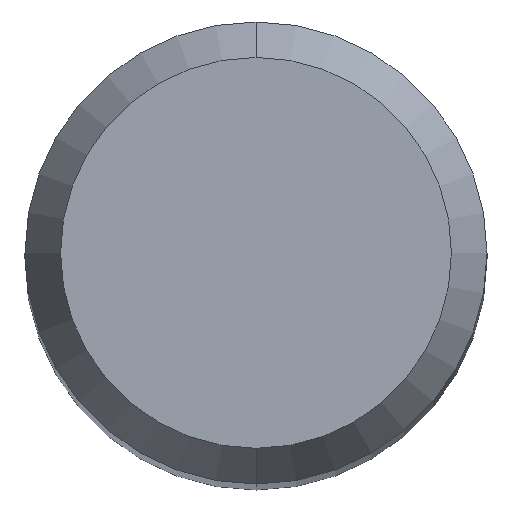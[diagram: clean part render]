
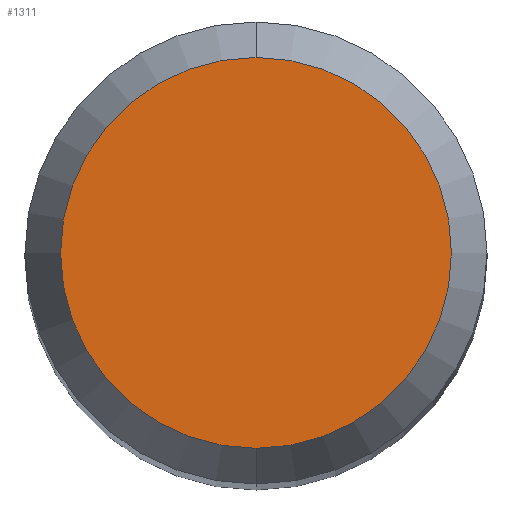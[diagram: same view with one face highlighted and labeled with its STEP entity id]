
A CAD part, top view. The second image highlights one B-rep face of the part: STEP entity #1311.
In plain terms, the highlighted planar face has unit normal (0, 0, 1).
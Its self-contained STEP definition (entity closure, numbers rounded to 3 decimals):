
#513=EDGE_CURVE('',#821,#1095,#1462,.T.);
#821=VERTEX_POINT('',#1794);
#1095=VERTEX_POINT('',#2092);
#1311=ADVANCED_FACE('',(#2329),#2330,.T.);
#1421=EDGE_CURVE('',#1095,#821,#2452,.T.);
#1462=CIRCLE('',#2766,2.538);
#1794=CARTESIAN_POINT('',(0.,-2.538,0.0));
#2092=CARTESIAN_POINT('',(0.0,2.538,0.0));
#2329=FACE_OUTER_BOUND('',#9409,.T.);
#2330=PLANE('',#9410);
#2452=CIRCLE('',#10441,2.538);
#2766=AXIS2_PLACEMENT_3D('',#10473,#10474,#10475);
#9409=EDGE_LOOP('',(#11379,#11380));
#9410=AXIS2_PLACEMENT_3D('',#11381,#11382,#11383);
#10441=AXIS2_PLACEMENT_3D('',#11557,#11558,#11559);
#10473=CARTESIAN_POINT('',(0.0,0.0,0.0));
#10474=DIRECTION('',(0.0,0.0,-1.0));
#10475=DIRECTION('',(0.0,1.0,0.0));
#11379=ORIENTED_EDGE('',*,*,#1421,.F.);
#11380=ORIENTED_EDGE('',*,*,#513,.F.);
#11381=CARTESIAN_POINT('',(0.0,1.269,0.0));
#11382=DIRECTION('',(-0.0,0.0,1.0));
#11383=DIRECTION('',(0.0,-1.0,0.0));
#11557=CARTESIAN_POINT('',(0.0,0.0,0.0));
#11558=DIRECTION('',(0.0,0.0,-1.0));
#11559=DIRECTION('',(0.0,1.0,0.0));
